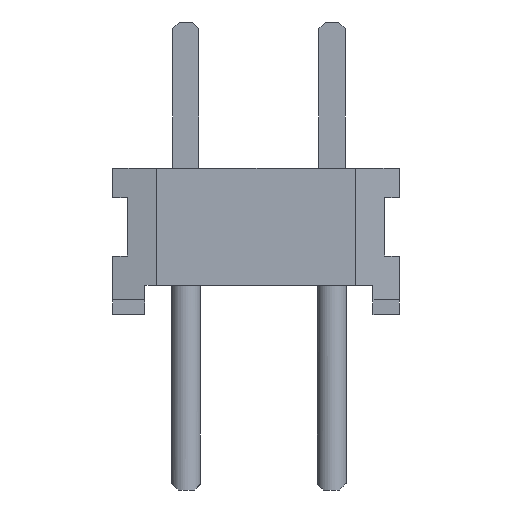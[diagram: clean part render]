
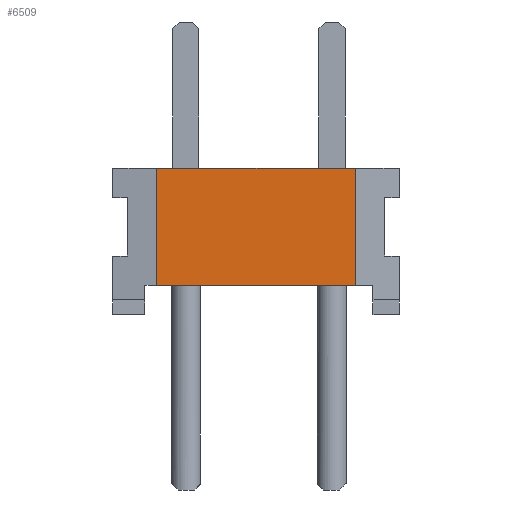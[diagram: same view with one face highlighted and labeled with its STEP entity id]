
A CAD part, left-side view. The second image highlights one B-rep face of the part: STEP entity #6509.
In plain terms, the highlighted planar face has unit normal (-1, 0, 0).
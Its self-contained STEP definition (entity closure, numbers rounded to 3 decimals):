
#6509 = ADVANCED_FACE('',(#6510),#6544,.F.);
#6510 = FACE_BOUND('',#6511,.T.);
#6511 = EDGE_LOOP('',(#6512,#6522,#6530,#6538));
#6512 = ORIENTED_EDGE('',*,*,#6513,.F.);
#6513 = EDGE_CURVE('',#6514,#6516,#6518,.T.);
#6514 = VERTEX_POINT('',#6515);
#6515 = CARTESIAN_POINT('',(-7.62,1.778,2.54));
#6516 = VERTEX_POINT('',#6517);
#6517 = CARTESIAN_POINT('',(-7.62,-1.676,2.54));
#6518 = LINE('',#6519,#6520);
#6519 = CARTESIAN_POINT('',(-7.62,2.54,2.54));
#6520 = VECTOR('',#6521,1.);
#6521 = DIRECTION('',(0.,-1.,0.));
#6522 = ORIENTED_EDGE('',*,*,#6523,.T.);
#6523 = EDGE_CURVE('',#6514,#6524,#6526,.T.);
#6524 = VERTEX_POINT('',#6525);
#6525 = CARTESIAN_POINT('',(-7.62,1.778,0.508));
#6526 = LINE('',#6527,#6528);
#6527 = CARTESIAN_POINT('',(-7.62,1.778,2.54));
#6528 = VECTOR('',#6529,1.);
#6529 = DIRECTION('',(0.,0.,-1.));
#6530 = ORIENTED_EDGE('',*,*,#6531,.T.);
#6531 = EDGE_CURVE('',#6524,#6532,#6534,.T.);
#6532 = VERTEX_POINT('',#6533);
#6533 = CARTESIAN_POINT('',(-7.62,-1.676,0.508));
#6534 = LINE('',#6535,#6536);
#6535 = CARTESIAN_POINT('',(-7.62,1.981,0.508));
#6536 = VECTOR('',#6537,1.);
#6537 = DIRECTION('',(0.,-1.,0.));
#6538 = ORIENTED_EDGE('',*,*,#6539,.T.);
#6539 = EDGE_CURVE('',#6532,#6516,#6540,.T.);
#6540 = LINE('',#6541,#6542);
#6541 = CARTESIAN_POINT('',(-7.62,-1.676,2.54));
#6542 = VECTOR('',#6543,1.);
#6543 = DIRECTION('',(0.,0.,1.));
#6544 = PLANE('',#6545);
#6545 = AXIS2_PLACEMENT_3D('',#6546,#6547,#6548);
#6546 = CARTESIAN_POINT('',(-7.62,2.54,2.54));
#6547 = DIRECTION('',(1.,0.,0.));
#6548 = DIRECTION('',(0.,1.,0.));
